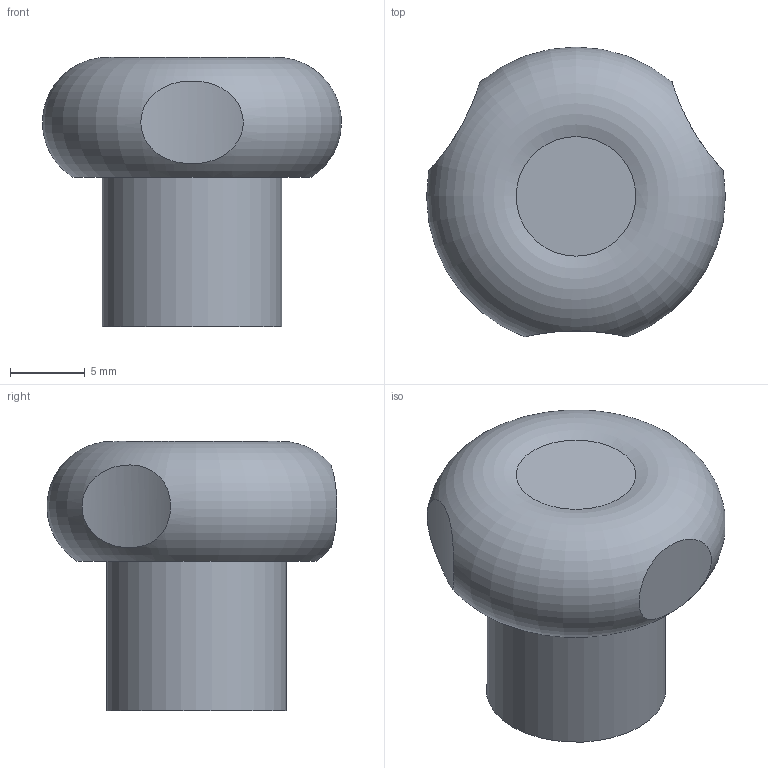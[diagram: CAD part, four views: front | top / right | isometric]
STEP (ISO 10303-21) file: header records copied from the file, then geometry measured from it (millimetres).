
FILE_DESCRIPTION( ( 'Unknown' ), '1' );
FILE_NAME( '6389005_VTB20_M04.stp', 'Unknown', ( 'Unknown' ), ( 'Unknown' ), 'PSStep 11.0', 'Unknown', ' ' );
FILE_SCHEMA( ( 'AUTOMOTIVE_DESIGN { 1 0 10303 214 1 1 1 1 }' ) );
Length unit declared in the file: millimetre
Products named in the file (1): 6389005
Bounding box: 19.99 x 19.39 x 18 mm (x, y, z)
Volume: 3128.5 mm3; surface area: 1394.7 mm2
Topology: 1 solids, 1 shells, 11 faces, 16 edges, 11 vertices
Faces by surface type: cylinder 5, plane 3, cone 2, torus 1
Full cylindrical faces by diameter (mm): 3.242 x1, 12 x1
Entity records: 488 total; most frequent: CARTESIAN_POINT 208, DIRECTION 38, EDGE_LOOP 20, ORIENTED_EDGE 20, AXIS2_PLACEMENT_3D 19, FACE_OUTER_BOUND 14, STYLED_ITEM 11, PRESENTATION_STYLE_ASSIGNMENT 11
